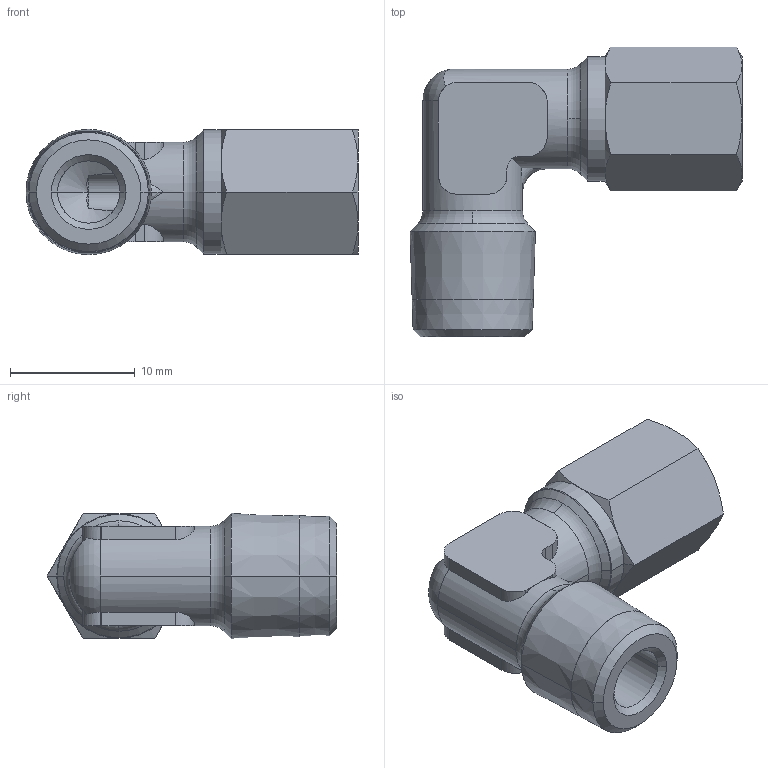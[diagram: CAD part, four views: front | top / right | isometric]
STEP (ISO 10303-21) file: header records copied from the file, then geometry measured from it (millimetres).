
FILE_DESCRIPTION(('STEP AP214'),'1');
FILE_NAME('0109_04_10.stp','2016-07-07T14:32:09',('TraceParts'),('TraceParts S.A.'),'Spatial InterOp 3D',' ',' ');
FILE_SCHEMA(('automotive_design'));
Length unit declared in the file: millimetre
Products named in the file (1): 1
Bounding box: 26.66 x 23.27 x 10.07 mm (x, y, z)
Volume: 2130.3 mm3; surface area: 1877 mm2
Topology: 1 solids, 1 shells, 113 faces, 286 edges, 178 vertices
Faces by surface type: plane 45, cone 36, cylinder 25, torus 7
Entity records: 3783 total; most frequent: CARTESIAN_POINT 1084, DIRECTION 574, ORIENTED_EDGE 572, EDGE_CURVE 286, AXIS2_PLACEMENT_3D 228, VERTEX_POINT 178, EDGE_LOOP 118, LINE 118
